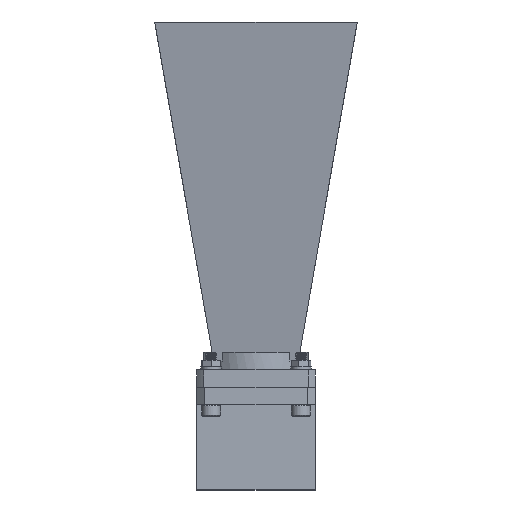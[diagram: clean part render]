
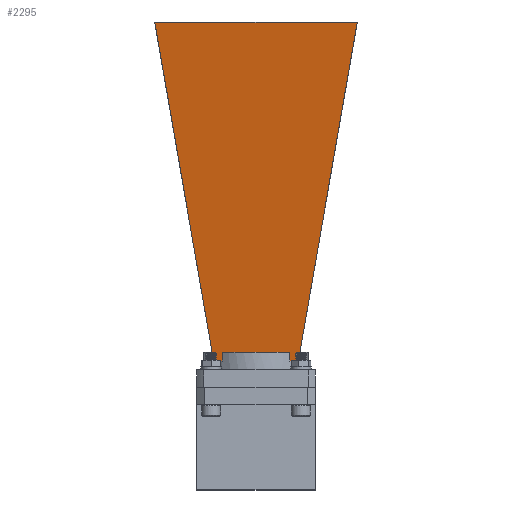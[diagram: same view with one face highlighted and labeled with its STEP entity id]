
A CAD part, front view. The second image highlights one B-rep face of the part: STEP entity #2295.
In plain terms, the highlighted face is planar.
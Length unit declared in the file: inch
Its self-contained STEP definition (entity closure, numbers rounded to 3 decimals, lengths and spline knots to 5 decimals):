
#7 = EDGE_CURVE ( 'NONE', #10946, #9185, #9756, .T. ) ;
#131 = CARTESIAN_POINT ( 'NONE',  ( -1.30432, 0.5, 0.3374 ) ) ;
#166 = LINE ( 'NONE', #5194, #8103 ) ;
#172 = AXIS2_PLACEMENT_3D ( 'NONE', #5037, #11033, #6699 ) ;
#368 = LINE ( 'NONE', #5354, #3637 ) ;
#760 = VERTEX_POINT ( 'NONE', #8358 ) ;
#823 = ORIENTED_EDGE ( 'NONE', *, *, #5053, .T. ) ;
#890 = EDGE_CURVE ( 'NONE', #3635, #10544, #6187, .T. ) ;
#905 = VECTOR ( 'NONE', #4301, 39.37008 ) ;
#954 = CARTESIAN_POINT ( 'NONE',  ( -1.30432, 0.5, 0.3374 ) ) ;
#1010 = VERTEX_POINT ( 'NONE', #1011 ) ;
#1011 = CARTESIAN_POINT ( 'NONE',  ( 0.482, 0.375, 0.31849 ) ) ;
#1106 = EDGE_CURVE ( 'NONE', #7596, #3635, #166, .T. ) ;
#1128 = EDGE_CURVE ( 'NONE', #9185, #5641, #9616, .T. ) ;
#1169 = EDGE_LOOP ( 'NONE', ( #2864, #10720, #823, #3329, #9990, #4039, #9983, #4428, #2973, #5510, #3803, #8729 ) ) ;
#1224 = DIRECTION ( 'NONE',  ( -1., 0., 0. ) ) ;
#1456 = VECTOR ( 'NONE', #7719, 39.37008 ) ;
#1581 = FACE_OUTER_BOUND ( 'NONE', #1169, .T. ) ;
#1770 = CARTESIAN_POINT ( 'NONE',  ( -0.482, 0.375, 0.31849 ) ) ;
#1838 = DIRECTION ( 'NONE',  ( 1., 0., 0. ) ) ;
#2003 = VECTOR ( 'NONE', #2738, 39.37008 ) ;
#2154 = EDGE_CURVE ( 'NONE', #6259, #6037, #3278, .T. ) ;
#2204 = EDGE_CURVE ( 'NONE', #10946, #10544, #2480, .T. ) ;
#2295 = ADVANCED_FACE ( 'NONE', ( #1581 ), #5784, .F. ) ;
#2480 = LINE ( 'NONE', #11091, #1456 ) ;
#2738 = DIRECTION ( 'NONE',  ( 1., 0., 0. ) ) ;
#2864 = ORIENTED_EDGE ( 'NONE', *, *, #8827, .T. ) ;
#2928 = CARTESIAN_POINT ( 'NONE',  ( 0.575, 0.5, 0.3374 ) ) ;
#2973 = ORIENTED_EDGE ( 'NONE', *, *, #890, .T. ) ;
#3127 = DIRECTION ( 'NONE',  ( 1., 0., 0. ) ) ;
#3278 = LINE ( 'NONE', #5889, #10546 ) ;
#3329 = ORIENTED_EDGE ( 'NONE', *, *, #2154, .T. ) ;
#3620 = EDGE_CURVE ( 'NONE', #10211, #1010, #368, .T. ) ;
#3635 = VERTEX_POINT ( 'NONE', #2928 ) ;
#3637 = VECTOR ( 'NONE', #3823, 39.37008 ) ;
#3714 = VECTOR ( 'NONE', #4229, 39.37008 ) ;
#3803 = ORIENTED_EDGE ( 'NONE', *, *, #7, .T. ) ;
#3823 = DIRECTION ( 'NONE',  ( 0., -0.989, -0.15 ) ) ;
#4039 = ORIENTED_EDGE ( 'NONE', *, *, #3620, .T. ) ;
#4043 = VECTOR ( 'NONE', #1224, 39.37008 ) ;
#4225 = CARTESIAN_POINT ( 'NONE',  ( -0.482, 0.5, 0.3374 ) ) ;
#4229 = DIRECTION ( 'NONE',  ( 1., 0., 0. ) ) ;
#4267 = VECTOR ( 'NONE', #1838, 39.37008 ) ;
#4301 = DIRECTION ( 'NONE',  ( 1., 0., 0. ) ) ;
#4428 = ORIENTED_EDGE ( 'NONE', *, *, #1106, .T. ) ;
#4535 = LINE ( 'NONE', #8899, #2003 ) ;
#5037 = CARTESIAN_POINT ( 'NONE',  ( 5.94834, 0.375, 0.31849 ) ) ;
#5041 = CARTESIAN_POINT ( 'NONE',  ( -1.30432, 0.5, 0.3374 ) ) ;
#5053 = EDGE_CURVE ( 'NONE', #760, #6259, #4535, .T. ) ;
#5183 = EDGE_CURVE ( 'NONE', #1010, #7596, #5733, .T. ) ;
#5194 = CARTESIAN_POINT ( 'NONE',  ( 0.575, 0.47543, 0.33368 ) ) ;
#5203 = LINE ( 'NONE', #5041, #905 ) ;
#5318 = EDGE_CURVE ( 'NONE', #6037, #10211, #5203, .T. ) ;
#5354 = CARTESIAN_POINT ( 'NONE',  ( 0.482, 0.47543, 0.33368 ) ) ;
#5510 = ORIENTED_EDGE ( 'NONE', *, *, #2204, .F. ) ;
#5641 = VERTEX_POINT ( 'NONE', #10386 ) ;
#5733 = LINE ( 'NONE', #9230, #9273 ) ;
#5780 = DIRECTION ( 'NONE',  ( 0., -0.989, -0.15 ) ) ;
#5784 = PLANE ( 'NONE',  #172 ) ;
#5832 = LINE ( 'NONE', #6641, #6306 ) ;
#5850 = CARTESIAN_POINT ( 'NONE',  ( -0.575, 0.5, 0.3374 ) ) ;
#5889 = CARTESIAN_POINT ( 'NONE',  ( -0.482, 0.47543, 0.33368 ) ) ;
#6037 = VERTEX_POINT ( 'NONE', #4225 ) ;
#6131 = VERTEX_POINT ( 'NONE', #5850 ) ;
#6187 = LINE ( 'NONE', #954, #3714 ) ;
#6218 = CARTESIAN_POINT ( 'NONE',  ( 5.94834, 5.19018, 1.047 ) ) ;
#6259 = VERTEX_POINT ( 'NONE', #1770 ) ;
#6306 = VECTOR ( 'NONE', #5780, 39.37008 ) ;
#6641 = CARTESIAN_POINT ( 'NONE',  ( -0.575, 0.47543, 0.33368 ) ) ;
#6699 = DIRECTION ( 'NONE',  ( 0., 0.989, 0.15 ) ) ;
#7011 = LINE ( 'NONE', #131, #4267 ) ;
#7596 = VERTEX_POINT ( 'NONE', #8950 ) ;
#7719 = DIRECTION ( 'NONE',  ( -0.17, -0.974, -0.147 ) ) ;
#7776 = DIRECTION ( 'NONE',  ( 0., 0.989, 0.15 ) ) ;
#8103 = VECTOR ( 'NONE', #7776, 39.37008 ) ;
#8358 = CARTESIAN_POINT ( 'NONE',  ( -0.575, 0.375, 0.31849 ) ) ;
#8729 = ORIENTED_EDGE ( 'NONE', *, *, #1128, .T. ) ;
#8762 = CARTESIAN_POINT ( 'NONE',  ( -0.75585, 1.25875, 0.45219 ) ) ;
#8827 = EDGE_CURVE ( 'NONE', #5641, #6131, #7011, .T. ) ;
#8899 = CARTESIAN_POINT ( 'NONE',  ( -0.482, 0.375, 0.31849 ) ) ;
#8950 = CARTESIAN_POINT ( 'NONE',  ( 0.575, 0.375, 0.31849 ) ) ;
#9185 = VERTEX_POINT ( 'NONE', #9507 ) ;
#9230 = CARTESIAN_POINT ( 'NONE',  ( 0.575, 0.375, 0.31849 ) ) ;
#9273 = VECTOR ( 'NONE', #3127, 39.37008 ) ;
#9337 = CARTESIAN_POINT ( 'NONE',  ( 1.44029, 5.19018, 1.047 ) ) ;
#9507 = CARTESIAN_POINT ( 'NONE',  ( -1.44029, 5.19018, 1.047 ) ) ;
#9616 = LINE ( 'NONE', #8762, #10649 ) ;
#9677 = EDGE_CURVE ( 'NONE', #6131, #760, #5832, .T. ) ;
#9756 = LINE ( 'NONE', #6218, #4043 ) ;
#9983 = ORIENTED_EDGE ( 'NONE', *, *, #5183, .T. ) ;
#9990 = ORIENTED_EDGE ( 'NONE', *, *, #5318, .T. ) ;
#10211 = VERTEX_POINT ( 'NONE', #10701 ) ;
#10386 = CARTESIAN_POINT ( 'NONE',  ( -0.62376, 0.5, 0.3374 ) ) ;
#10544 = VERTEX_POINT ( 'NONE', #10859 ) ;
#10546 = VECTOR ( 'NONE', #10979, 39.37008 ) ;
#10649 = VECTOR ( 'NONE', #11193, 39.37008 ) ;
#10701 = CARTESIAN_POINT ( 'NONE',  ( 0.482, 0.5, 0.3374 ) ) ;
#10720 = ORIENTED_EDGE ( 'NONE', *, *, #9677, .T. ) ;
#10859 = CARTESIAN_POINT ( 'NONE',  ( 0.62376, 0.5, 0.3374 ) ) ;
#10946 = VERTEX_POINT ( 'NONE', #9337 ) ;
#10979 = DIRECTION ( 'NONE',  ( 0., 0.989, 0.15 ) ) ;
#11033 = DIRECTION ( 'NONE',  ( 0., 0.15, -0.989 ) ) ;
#11091 = CARTESIAN_POINT ( 'NONE',  ( 0.75585, 1.25875, 0.45219 ) ) ;
#11193 = DIRECTION ( 'NONE',  ( 0.17, -0.974, -0.147 ) ) ;
